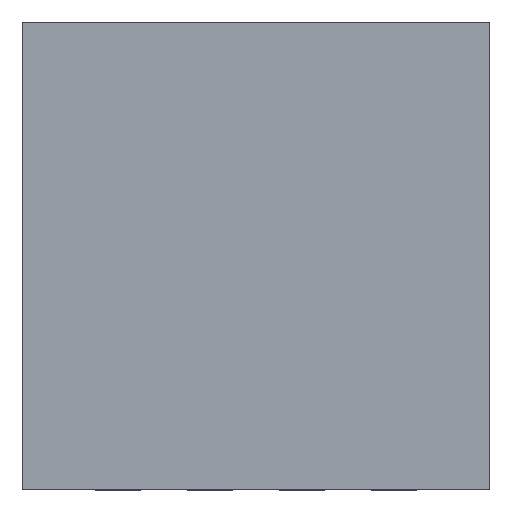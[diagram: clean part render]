
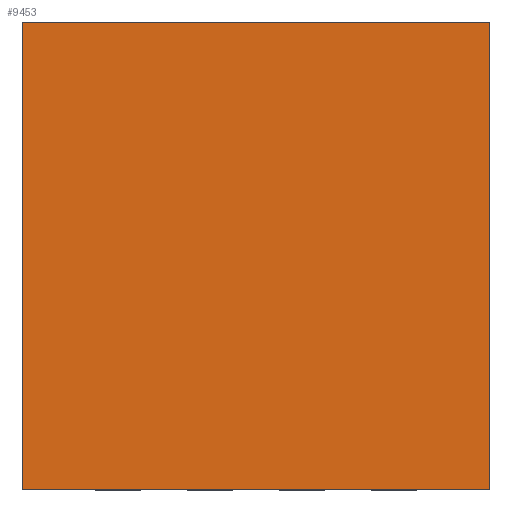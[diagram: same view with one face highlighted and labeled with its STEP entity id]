
A CAD part, front view. The second image highlights one B-rep face of the part: STEP entity #9453.
In plain terms, the highlighted face is planar.
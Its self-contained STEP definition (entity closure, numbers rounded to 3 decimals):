
#2562=ORIENTED_EDGE('',*,*,#4013,.T.);
#2563=ORIENTED_EDGE('',*,*,#4018,.T.);
#2564=ORIENTED_EDGE('',*,*,#4025,.T.);
#2565=ORIENTED_EDGE('',*,*,#4031,.T.);
#4013=EDGE_CURVE('',#4970,#4969,#6131,.T.);
#4018=EDGE_CURVE('',#4969,#4973,#6136,.T.);
#4025=EDGE_CURVE('',#4973,#4975,#6143,.T.);
#4031=EDGE_CURVE('',#4975,#4970,#6149,.T.);
#4969=VERTEX_POINT('',#15074);
#4970=VERTEX_POINT('',#15076);
#4973=VERTEX_POINT('',#15084);
#4975=VERTEX_POINT('',#15094);
#6131=LINE('',#15075,#7353);
#6136=LINE('',#15085,#7358);
#6143=LINE('',#15095,#7365);
#6149=LINE('',#15105,#7371);
#7353=VECTOR('',#12382,1000.);
#7358=VECTOR('',#12389,1000.);
#7365=VECTOR('',#12398,1000.);
#7371=VECTOR('',#12412,1000.);
#7991=EDGE_LOOP('',(#2562,#2563,#2564,#2565));
#8535=FACE_BOUND('',#7991,.T.);
#8957=PLANE('',#10206);
#9453=ADVANCED_FACE('',(#8535),#8957,.T.);
#10206=AXIS2_PLACEMENT_3D('',#15106,#12413,#12414);
#12382=DIRECTION('',(-1.,0.,0.));
#12389=DIRECTION('',(0.,-1.,0.));
#12398=DIRECTION('',(1.,0.,0.));
#12412=DIRECTION('',(0.,1.,0.));
#12413=DIRECTION('',(0.,0.,1.));
#12414=DIRECTION('',(1.,0.,0.));
#15074=CARTESIAN_POINT('',(-1.65,1.65,0.8));
#15075=CARTESIAN_POINT('',(1.65,1.65,0.8));
#15076=CARTESIAN_POINT('',(1.65,1.65,0.8));
#15084=CARTESIAN_POINT('',(-1.65,-1.65,0.8));
#15085=CARTESIAN_POINT('',(-1.65,1.65,0.8));
#15094=CARTESIAN_POINT('',(1.65,-1.65,0.8));
#15095=CARTESIAN_POINT('',(-1.65,-1.65,0.8));
#15105=CARTESIAN_POINT('',(1.65,-1.65,0.8));
#15106=CARTESIAN_POINT('',(0.,0.,0.8));
